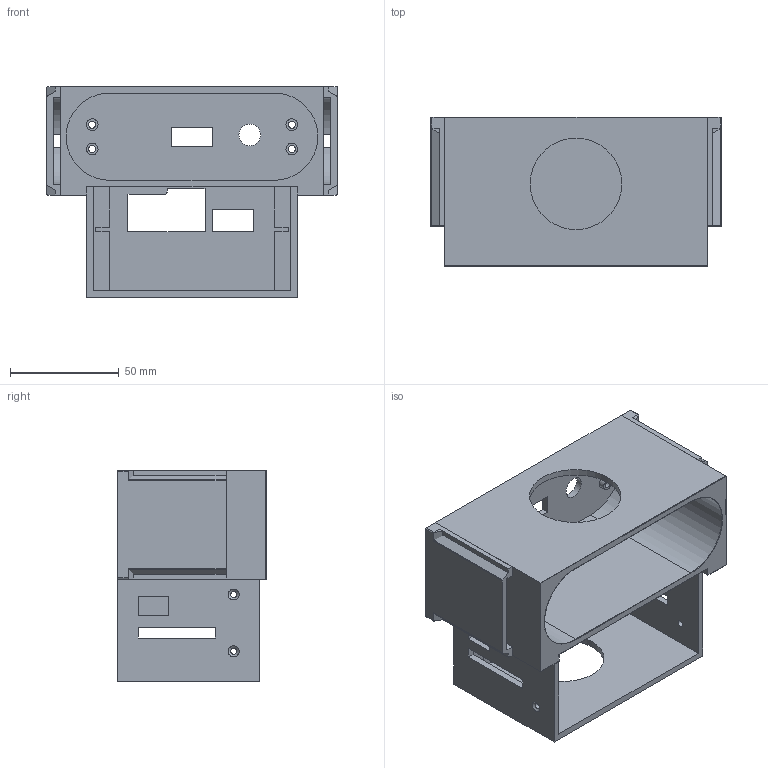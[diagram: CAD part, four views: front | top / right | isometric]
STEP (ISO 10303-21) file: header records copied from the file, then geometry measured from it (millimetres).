
FILE_DESCRIPTION(/* description */ (''),/* implementation_level */ '2;1');
FILE_NAME(/* name */ 'new zp-1 v22.step',/* time_stamp */ '2023-12-03T14:39:39+08:00',/* author */ (''),/* organization */ (''),/* preprocessor_version */ 'ST-DEVELOPER v20',/* originating_system */ 'Autodesk Translation Framework v12.14.0.127',/* authorisation */ '');
FILE_SCHEMA (('AUTOMOTIVE_DESIGN { 1 0 10303 214 3 1 1 }'));
Length unit declared in the file: millimetre
Products named in the file (3): new zp-1; 2023-11-16-fengkou; new one-1
Assembly tree (3 placements, depth 2):
  new zp-1
    2023-11-16-fengkou  x2
    new one-1
Bounding box: 133.8 x 68.6 x 97.2 mm (x, y, z)
Volume: 167241.2 mm3; surface area: 96531.1 mm2
Topology: 8 solids, 8 shells, 175 faces, 452 edges, 298 vertices
Faces by surface type: plane 131, cylinder 36, cone 8
Full cylindrical faces by diameter (mm): 2.8 x4, 3.25 x4, 5.4 x4, 10 x1, 37 x1, 42.2 x1
Entity records: 4409 total; most frequent: CARTESIAN_POINT 746, ORIENTED_EDGE 724, DIRECTION 718, EDGE_CURVE 362, LINE 298, VECTOR 298, VERTEX_POINT 238, AXIS2_PLACEMENT_3D 210
